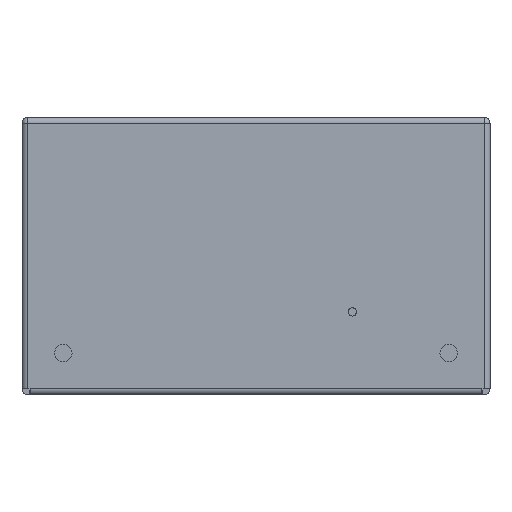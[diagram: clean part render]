
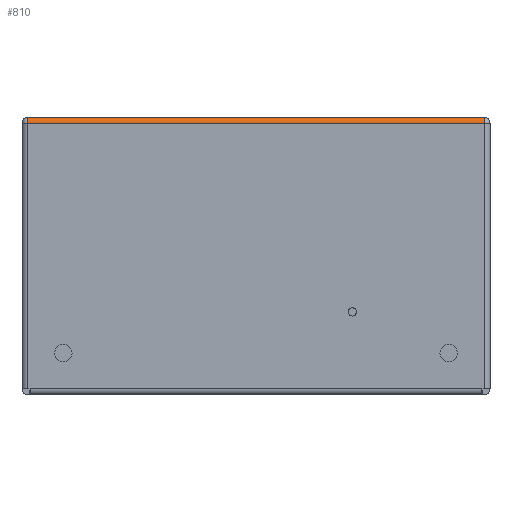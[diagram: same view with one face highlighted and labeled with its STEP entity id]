
A CAD part, front view. The second image highlights one B-rep face of the part: STEP entity #810.
In plain terms, the highlighted cylindrical face has radius 1.99 mm (diameter 3.98 mm), a partial arc.
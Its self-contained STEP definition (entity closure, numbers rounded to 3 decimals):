
#31 = PLANE('',#32);
#32 = AXIS2_PLACEMENT_3D('',#33,#34,#35);
#33 = CARTESIAN_POINT('',(-85.,240.,100.6));
#34 = DIRECTION('',(-0.,-0.,-1.));
#35 = DIRECTION('',(-1.,0.,0.));
#64 = VERTEX_POINT('',#65);
#65 = CARTESIAN_POINT('',(-1.99,1.99,100.6));
#91 = EDGE_CURVE('',#64,#92,#94,.T.);
#92 = VERTEX_POINT('',#93);
#93 = CARTESIAN_POINT('',(-168.01,1.99,100.6));
#94 = SURFACE_CURVE('',#95,(#99,#106),.PCURVE_S1.);
#95 = LINE('',#96,#97);
#96 = CARTESIAN_POINT('',(0.,1.99,100.6));
#97 = VECTOR('',#98,1.);
#98 = DIRECTION('',(-1.,0.,0.));
#99 = PCURVE('',#31,#100);
#100 = DEFINITIONAL_REPRESENTATION('',(#101),#105);
#101 = LINE('',#102,#103);
#102 = CARTESIAN_POINT('',(-85.,-238.01));
#103 = VECTOR('',#104,1.);
#104 = DIRECTION('',(1.,0.));
#105 = ( GEOMETRIC_REPRESENTATION_CONTEXT(2) 
PARAMETRIC_REPRESENTATION_CONTEXT() REPRESENTATION_CONTEXT('2D SPACE',''
  ) );
#106 = PCURVE('',#107,#112);
#107 = CYLINDRICAL_SURFACE('',#108,1.99);
#108 = AXIS2_PLACEMENT_3D('',#109,#110,#111);
#109 = CARTESIAN_POINT('',(0.,1.99,98.61));
#110 = DIRECTION('',(-1.,0.,0.));
#111 = DIRECTION('',(0.,-1.,0.));
#112 = DEFINITIONAL_REPRESENTATION('',(#113),#117);
#113 = LINE('',#114,#115);
#114 = CARTESIAN_POINT('',(1.571,0.));
#115 = VECTOR('',#116,1.);
#116 = DIRECTION('',(0.,1.));
#117 = ( GEOMETRIC_REPRESENTATION_CONTEXT(2) 
PARAMETRIC_REPRESENTATION_CONTEXT() REPRESENTATION_CONTEXT('2D SPACE',''
  ) );
#721 = SPHERICAL_SURFACE('',#722,1.99);
#722 = AXIS2_PLACEMENT_3D('',#723,#724,#725);
#723 = CARTESIAN_POINT('',(-1.99,1.99,98.61));
#724 = DIRECTION('',(0.,0.,-1.));
#725 = DIRECTION('',(1.,0.,0.));
#810 = ADVANCED_FACE('',(#811),#107,.T.);
#811 = FACE_BOUND('',#812,.T.);
#812 = EDGE_LOOP('',(#813,#835,#836,#865));
#813 = ORIENTED_EDGE('',*,*,#814,.F.);
#814 = EDGE_CURVE('',#64,#815,#817,.T.);
#815 = VERTEX_POINT('',#816);
#816 = CARTESIAN_POINT('',(-1.99,0.,98.61));
#817 = SURFACE_CURVE('',#818,(#823,#829),.PCURVE_S1.);
#818 = CIRCLE('',#819,1.99);
#819 = AXIS2_PLACEMENT_3D('',#820,#821,#822);
#820 = CARTESIAN_POINT('',(-1.99,1.99,98.61));
#821 = DIRECTION('',(1.,0.,0.));
#822 = DIRECTION('',(0.,-1.,0.));
#823 = PCURVE('',#107,#824);
#824 = DEFINITIONAL_REPRESENTATION('',(#825),#828);
#825 = B_SPLINE_CURVE_WITH_KNOTS('',1,(#826,#827),.UNSPECIFIED.,.F.,.F.,
  (2,2),(4.712,6.283),.PIECEWISE_BEZIER_KNOTS.);
#826 = CARTESIAN_POINT('',(1.571,1.99));
#827 = CARTESIAN_POINT('',(0.,1.99));
#828 = ( GEOMETRIC_REPRESENTATION_CONTEXT(2) 
PARAMETRIC_REPRESENTATION_CONTEXT() REPRESENTATION_CONTEXT('2D SPACE',''
  ) );
#829 = PCURVE('',#721,#830);
#830 = DEFINITIONAL_REPRESENTATION('',(#831),#834);
#831 = B_SPLINE_CURVE_WITH_KNOTS('',1,(#832,#833),.UNSPECIFIED.,.F.,.F.,
  (2,2),(4.712,6.283),.PIECEWISE_BEZIER_KNOTS.);
#832 = CARTESIAN_POINT('',(1.571,-1.571));
#833 = CARTESIAN_POINT('',(1.571,0.));
#834 = ( GEOMETRIC_REPRESENTATION_CONTEXT(2) 
PARAMETRIC_REPRESENTATION_CONTEXT() REPRESENTATION_CONTEXT('2D SPACE',''
  ) );
#835 = ORIENTED_EDGE('',*,*,#91,.T.);
#836 = ORIENTED_EDGE('',*,*,#837,.F.);
#837 = EDGE_CURVE('',#838,#92,#840,.T.);
#838 = VERTEX_POINT('',#839);
#839 = CARTESIAN_POINT('',(-168.01,0.,98.61));
#840 = SURFACE_CURVE('',#841,(#846,#853),.PCURVE_S1.);
#841 = CIRCLE('',#842,1.99);
#842 = AXIS2_PLACEMENT_3D('',#843,#844,#845);
#843 = CARTESIAN_POINT('',(-168.01,1.99,98.61));
#844 = DIRECTION('',(-1.,0.,0.));
#845 = DIRECTION('',(0.,-1.,0.));
#846 = PCURVE('',#107,#847);
#847 = DEFINITIONAL_REPRESENTATION('',(#848),#852);
#848 = LINE('',#849,#850);
#849 = CARTESIAN_POINT('',(0.,168.01));
#850 = VECTOR('',#851,1.);
#851 = DIRECTION('',(1.,0.));
#852 = ( GEOMETRIC_REPRESENTATION_CONTEXT(2) 
PARAMETRIC_REPRESENTATION_CONTEXT() REPRESENTATION_CONTEXT('2D SPACE',''
  ) );
#853 = PCURVE('',#854,#859);
#854 = SPHERICAL_SURFACE('',#855,1.99);
#855 = AXIS2_PLACEMENT_3D('',#856,#857,#858);
#856 = CARTESIAN_POINT('',(-168.01,1.99,98.61));
#857 = DIRECTION('',(1.,0.,0.));
#858 = DIRECTION('',(0.,-1.,0.));
#859 = DEFINITIONAL_REPRESENTATION('',(#860),#864);
#860 = LINE('',#861,#862);
#861 = CARTESIAN_POINT('',(-0.,0.));
#862 = VECTOR('',#863,1.);
#863 = DIRECTION('',(-1.,0.));
#864 = ( GEOMETRIC_REPRESENTATION_CONTEXT(2) 
PARAMETRIC_REPRESENTATION_CONTEXT() REPRESENTATION_CONTEXT('2D SPACE',''
  ) );
#865 = ORIENTED_EDGE('',*,*,#866,.F.);
#866 = EDGE_CURVE('',#815,#838,#867,.T.);
#867 = SURFACE_CURVE('',#868,(#872,#879),.PCURVE_S1.);
#868 = LINE('',#869,#870);
#869 = CARTESIAN_POINT('',(0.,0.,98.61));
#870 = VECTOR('',#871,1.);
#871 = DIRECTION('',(-1.,0.,0.));
#872 = PCURVE('',#107,#873);
#873 = DEFINITIONAL_REPRESENTATION('',(#874),#878);
#874 = LINE('',#875,#876);
#875 = CARTESIAN_POINT('',(0.,0.));
#876 = VECTOR('',#877,1.);
#877 = DIRECTION('',(0.,1.));
#878 = ( GEOMETRIC_REPRESENTATION_CONTEXT(2) 
PARAMETRIC_REPRESENTATION_CONTEXT() REPRESENTATION_CONTEXT('2D SPACE',''
  ) );
#879 = PCURVE('',#880,#885);
#880 = PLANE('',#881);
#881 = AXIS2_PLACEMENT_3D('',#882,#883,#884);
#882 = CARTESIAN_POINT('',(0.,0.,0.));
#883 = DIRECTION('',(0.,-1.,0.));
#884 = DIRECTION('',(-1.,0.,0.));
#885 = DEFINITIONAL_REPRESENTATION('',(#886),#890);
#886 = LINE('',#887,#888);
#887 = CARTESIAN_POINT('',(0.,-98.61));
#888 = VECTOR('',#889,1.);
#889 = DIRECTION('',(1.,0.));
#890 = ( GEOMETRIC_REPRESENTATION_CONTEXT(2) 
PARAMETRIC_REPRESENTATION_CONTEXT() REPRESENTATION_CONTEXT('2D SPACE',''
  ) );
